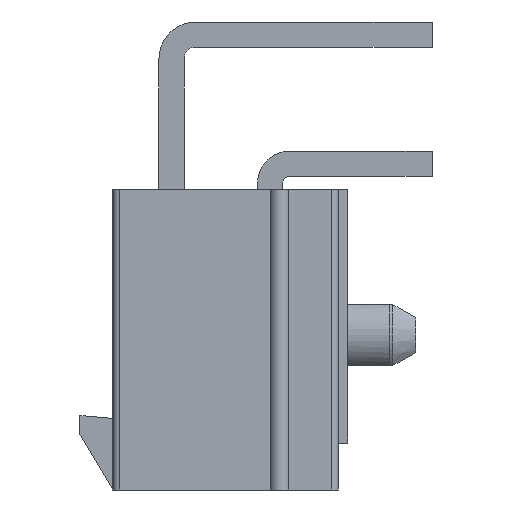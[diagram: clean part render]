
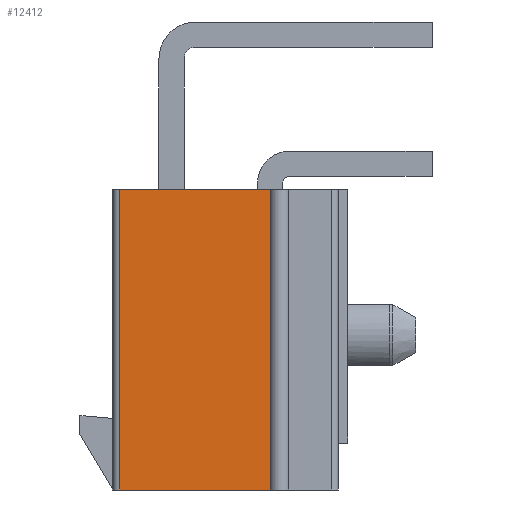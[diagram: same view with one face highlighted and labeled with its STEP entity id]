
A CAD part, left-side view. The second image highlights one B-rep face of the part: STEP entity #12412.
In plain terms, the highlighted planar face has unit normal (-1, 0, 0).
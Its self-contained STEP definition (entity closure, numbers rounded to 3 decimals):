
#32 = PLANE('',#33);
#33 = AXIS2_PLACEMENT_3D('',#34,#35,#36);
#34 = CARTESIAN_POINT('',(1.5,1.5,-26.46));
#35 = DIRECTION('',(0.,0.,1.));
#36 = DIRECTION('',(1.,0.,0.));
#85 = VERTEX_POINT('',#86);
#86 = CARTESIAN_POINT('',(-24.3,11.2,-26.46));
#105 = CYLINDRICAL_SURFACE('',#106,0.3);
#106 = AXIS2_PLACEMENT_3D('',#107,#108,#109);
#107 = CARTESIAN_POINT('',(-24.,11.2,-13.644));
#108 = DIRECTION('',(0.,0.,-1.));
#109 = DIRECTION('',(0.,1.,0.));
#139 = EDGE_CURVE('',#85,#140,#142,.T.);
#140 = VERTEX_POINT('',#141);
#141 = CARTESIAN_POINT('',(-24.3,4.8,-26.46));
#142 = SURFACE_CURVE('',#143,(#147,#154),.PCURVE_S1.);
#143 = LINE('',#144,#145);
#144 = CARTESIAN_POINT('',(-24.3,11.2,-26.46));
#145 = VECTOR('',#146,1.);
#146 = DIRECTION('',(0.,-1.,0.));
#147 = PCURVE('',#32,#148);
#148 = DEFINITIONAL_REPRESENTATION('',(#149),#153);
#149 = LINE('',#150,#151);
#150 = CARTESIAN_POINT('',(-25.8,9.7));
#151 = VECTOR('',#152,1.);
#152 = DIRECTION('',(0.,-1.));
#153 = ( GEOMETRIC_REPRESENTATION_CONTEXT(2) 
PARAMETRIC_REPRESENTATION_CONTEXT() REPRESENTATION_CONTEXT('2D SPACE',''
  ) );
#154 = PCURVE('',#155,#160);
#155 = PLANE('',#156);
#156 = AXIS2_PLACEMENT_3D('',#157,#158,#159);
#157 = CARTESIAN_POINT('',(-24.3,11.5,-26.46));
#158 = DIRECTION('',(-1.,0.,0.));
#159 = DIRECTION('',(0.,-1.,0.));
#160 = DEFINITIONAL_REPRESENTATION('',(#161),#165);
#161 = LINE('',#162,#163);
#162 = CARTESIAN_POINT('',(0.3,0.));
#163 = VECTOR('',#164,1.);
#164 = DIRECTION('',(1.,0.));
#165 = ( GEOMETRIC_REPRESENTATION_CONTEXT(2) 
PARAMETRIC_REPRESENTATION_CONTEXT() REPRESENTATION_CONTEXT('2D SPACE',''
  ) );
#184 = CYLINDRICAL_SURFACE('',#185,0.4);
#185 = AXIS2_PLACEMENT_3D('',#186,#187,#188);
#186 = CARTESIAN_POINT('',(-24.3,4.4,-26.46));
#187 = DIRECTION('',(0.,0.,1.));
#188 = DIRECTION('',(1.,0.,0.));
#4124 = PLANE('',#4125);
#4125 = AXIS2_PLACEMENT_3D('',#4126,#4127,#4128);
#4126 = CARTESIAN_POINT('',(1.5,1.5,-13.66));
#4127 = DIRECTION('',(0.,0.,1.));
#4128 = DIRECTION('',(1.,0.,0.));
#9165 = VERTEX_POINT('',#9166);
#9166 = CARTESIAN_POINT('',(-24.3,4.8,-13.66));
#9210 = EDGE_CURVE('',#9211,#9165,#9213,.T.);
#9211 = VERTEX_POINT('',#9212);
#9212 = CARTESIAN_POINT('',(-24.3,11.2,-13.66));
#9213 = SURFACE_CURVE('',#9214,(#9218,#9225),.PCURVE_S1.);
#9214 = LINE('',#9215,#9216);
#9215 = CARTESIAN_POINT('',(-24.3,11.2,-13.66));
#9216 = VECTOR('',#9217,1.);
#9217 = DIRECTION('',(0.,-1.,0.));
#9218 = PCURVE('',#4124,#9219);
#9219 = DEFINITIONAL_REPRESENTATION('',(#9220),#9224);
#9220 = LINE('',#9221,#9222);
#9221 = CARTESIAN_POINT('',(-25.8,9.7));
#9222 = VECTOR('',#9223,1.);
#9223 = DIRECTION('',(0.,-1.));
#9224 = ( GEOMETRIC_REPRESENTATION_CONTEXT(2) 
PARAMETRIC_REPRESENTATION_CONTEXT() REPRESENTATION_CONTEXT('2D SPACE',''
  ) );
#9225 = PCURVE('',#155,#9226);
#9226 = DEFINITIONAL_REPRESENTATION('',(#9227),#9231);
#9227 = LINE('',#9228,#9229);
#9228 = CARTESIAN_POINT('',(0.3,12.8));
#9229 = VECTOR('',#9230,1.);
#9230 = DIRECTION('',(1.,0.));
#9231 = ( GEOMETRIC_REPRESENTATION_CONTEXT(2) 
PARAMETRIC_REPRESENTATION_CONTEXT() REPRESENTATION_CONTEXT('2D SPACE',''
  ) );
#12412 = ADVANCED_FACE('',(#12413),#155,.T.);
#12413 = FACE_BOUND('',#12414,.F.);
#12414 = EDGE_LOOP('',(#12415,#12458,#12459,#12502));
#12415 = ORIENTED_EDGE('',*,*,#12416,.F.);
#12416 = EDGE_CURVE('',#9211,#85,#12417,.T.);
#12417 = SURFACE_CURVE('',#12418,(#12422,#12429),.PCURVE_S1.);
#12418 = LINE('',#12419,#12420);
#12419 = CARTESIAN_POINT('',(-24.3,11.2,-13.66));
#12420 = VECTOR('',#12421,1.);
#12421 = DIRECTION('',(0.,0.,-1.));
#12422 = PCURVE('',#155,#12423);
#12423 = DEFINITIONAL_REPRESENTATION('',(#12424),#12428);
#12424 = LINE('',#12425,#12426);
#12425 = CARTESIAN_POINT('',(0.3,12.8));
#12426 = VECTOR('',#12427,1.);
#12427 = DIRECTION('',(0.,-1.));
#12428 = ( GEOMETRIC_REPRESENTATION_CONTEXT(2) 
PARAMETRIC_REPRESENTATION_CONTEXT() REPRESENTATION_CONTEXT('2D SPACE',''
  ) );
#12429 = PCURVE('',#105,#12430);
#12430 = DEFINITIONAL_REPRESENTATION('',(#12431),#12457);
#12431 = B_SPLINE_CURVE_WITH_KNOTS('',3,(#12432,#12433,#12434,#12435,
    #12436,#12437,#12438,#12439,#12440,#12441,#12442,#12443,#12444,
    #12445,#12446,#12447,#12448,#12449,#12450,#12451,#12452,#12453,
    #12454,#12455,#12456),.UNSPECIFIED.,.F.,.F.,(4,1,1,1,1,1,1,1,1,1,1,1
    ,1,1,1,1,1,1,1,1,1,1,4),(0.,0.582,1.164,
    1.745,2.327,2.909,3.491,
    4.073,4.655,5.236,5.818,6.4,
    6.982,7.564,8.145,8.727,
    9.309,9.891,10.473,11.055,
    11.636,12.218,12.8),.QUASI_UNIFORM_KNOTS.);
#12432 = CARTESIAN_POINT('',(4.712,0.016));
#12433 = CARTESIAN_POINT('',(4.712,0.21));
#12434 = CARTESIAN_POINT('',(4.712,0.597));
#12435 = CARTESIAN_POINT('',(4.712,1.179));
#12436 = CARTESIAN_POINT('',(4.712,1.761));
#12437 = CARTESIAN_POINT('',(4.712,2.343));
#12438 = CARTESIAN_POINT('',(4.712,2.925));
#12439 = CARTESIAN_POINT('',(4.712,3.507));
#12440 = CARTESIAN_POINT('',(4.712,4.088));
#12441 = CARTESIAN_POINT('',(4.712,4.67));
#12442 = CARTESIAN_POINT('',(4.712,5.252));
#12443 = CARTESIAN_POINT('',(4.712,5.834));
#12444 = CARTESIAN_POINT('',(4.712,6.416));
#12445 = CARTESIAN_POINT('',(4.712,6.997));
#12446 = CARTESIAN_POINT('',(4.712,7.579));
#12447 = CARTESIAN_POINT('',(4.712,8.161));
#12448 = CARTESIAN_POINT('',(4.712,8.743));
#12449 = CARTESIAN_POINT('',(4.712,9.325));
#12450 = CARTESIAN_POINT('',(4.712,9.907));
#12451 = CARTESIAN_POINT('',(4.712,10.488));
#12452 = CARTESIAN_POINT('',(4.712,11.07));
#12453 = CARTESIAN_POINT('',(4.712,11.652));
#12454 = CARTESIAN_POINT('',(4.712,12.234));
#12455 = CARTESIAN_POINT('',(4.712,12.622));
#12456 = CARTESIAN_POINT('',(4.712,12.816));
#12457 = ( GEOMETRIC_REPRESENTATION_CONTEXT(2) 
PARAMETRIC_REPRESENTATION_CONTEXT() REPRESENTATION_CONTEXT('2D SPACE',''
  ) );
#12458 = ORIENTED_EDGE('',*,*,#9210,.T.);
#12459 = ORIENTED_EDGE('',*,*,#12460,.F.);
#12460 = EDGE_CURVE('',#140,#9165,#12461,.T.);
#12461 = SURFACE_CURVE('',#12462,(#12466,#12473),.PCURVE_S1.);
#12462 = LINE('',#12463,#12464);
#12463 = CARTESIAN_POINT('',(-24.3,4.8,-26.46));
#12464 = VECTOR('',#12465,1.);
#12465 = DIRECTION('',(0.,0.,1.));
#12466 = PCURVE('',#155,#12467);
#12467 = DEFINITIONAL_REPRESENTATION('',(#12468),#12472);
#12468 = LINE('',#12469,#12470);
#12469 = CARTESIAN_POINT('',(6.7,0.));
#12470 = VECTOR('',#12471,1.);
#12471 = DIRECTION('',(0.,1.));
#12472 = ( GEOMETRIC_REPRESENTATION_CONTEXT(2) 
PARAMETRIC_REPRESENTATION_CONTEXT() REPRESENTATION_CONTEXT('2D SPACE',''
  ) );
#12473 = PCURVE('',#184,#12474);
#12474 = DEFINITIONAL_REPRESENTATION('',(#12475),#12501);
#12475 = B_SPLINE_CURVE_WITH_KNOTS('',3,(#12476,#12477,#12478,#12479,
    #12480,#12481,#12482,#12483,#12484,#12485,#12486,#12487,#12488,
    #12489,#12490,#12491,#12492,#12493,#12494,#12495,#12496,#12497,
    #12498,#12499,#12500),.UNSPECIFIED.,.F.,.F.,(4,1,1,1,1,1,1,1,1,1,1,1
    ,1,1,1,1,1,1,1,1,1,1,4),(0.,0.582,1.164,
    1.745,2.327,2.909,3.491,
    4.073,4.655,5.236,5.818,6.4,
    6.982,7.564,8.145,8.727,
    9.309,9.891,10.473,11.055,
    11.636,12.218,12.8),.QUASI_UNIFORM_KNOTS.);
#12476 = CARTESIAN_POINT('',(1.571,0.));
#12477 = CARTESIAN_POINT('',(1.571,0.194));
#12478 = CARTESIAN_POINT('',(1.571,0.582));
#12479 = CARTESIAN_POINT('',(1.571,1.164));
#12480 = CARTESIAN_POINT('',(1.571,1.745));
#12481 = CARTESIAN_POINT('',(1.571,2.327));
#12482 = CARTESIAN_POINT('',(1.571,2.909));
#12483 = CARTESIAN_POINT('',(1.571,3.491));
#12484 = CARTESIAN_POINT('',(1.571,4.073));
#12485 = CARTESIAN_POINT('',(1.571,4.655));
#12486 = CARTESIAN_POINT('',(1.571,5.236));
#12487 = CARTESIAN_POINT('',(1.571,5.818));
#12488 = CARTESIAN_POINT('',(1.571,6.4));
#12489 = CARTESIAN_POINT('',(1.571,6.982));
#12490 = CARTESIAN_POINT('',(1.571,7.564));
#12491 = CARTESIAN_POINT('',(1.571,8.145));
#12492 = CARTESIAN_POINT('',(1.571,8.727));
#12493 = CARTESIAN_POINT('',(1.571,9.309));
#12494 = CARTESIAN_POINT('',(1.571,9.891));
#12495 = CARTESIAN_POINT('',(1.571,10.473));
#12496 = CARTESIAN_POINT('',(1.571,11.055));
#12497 = CARTESIAN_POINT('',(1.571,11.636));
#12498 = CARTESIAN_POINT('',(1.571,12.218));
#12499 = CARTESIAN_POINT('',(1.571,12.606));
#12500 = CARTESIAN_POINT('',(1.571,12.8));
#12501 = ( GEOMETRIC_REPRESENTATION_CONTEXT(2) 
PARAMETRIC_REPRESENTATION_CONTEXT() REPRESENTATION_CONTEXT('2D SPACE',''
  ) );
#12502 = ORIENTED_EDGE('',*,*,#139,.F.);
